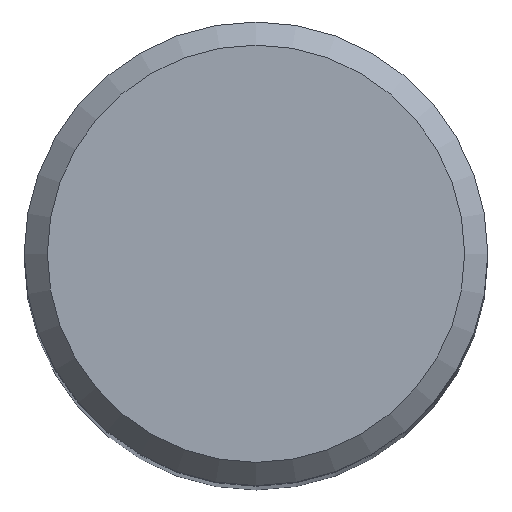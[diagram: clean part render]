
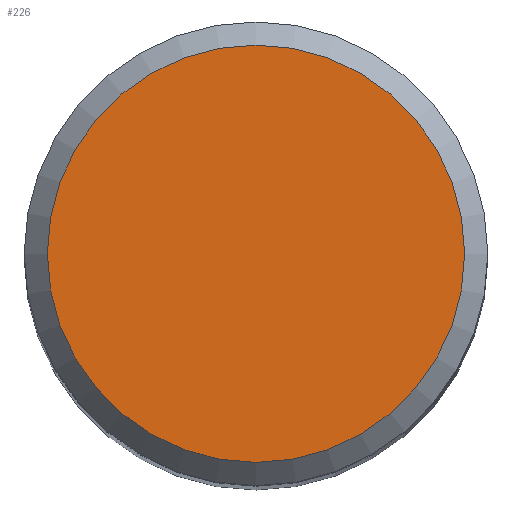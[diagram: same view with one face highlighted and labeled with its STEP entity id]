
A CAD part, top view. The second image highlights one B-rep face of the part: STEP entity #226.
In plain terms, the highlighted free-form (B-spline) face has degree [1, 1] with [2, 2] control points.
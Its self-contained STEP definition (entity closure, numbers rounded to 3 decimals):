
#192 = VERTEX_POINT('', #193);
#193 = CARTESIAN_POINT('', (-4.95, 0., 0.));
#199 = EDGE_CURVE('', #192, #192, #200, .T.);
#200 = CIRCLE('', #201, 4.95);
#201 = AXIS2_PLACEMENT_3D('', #202, #203, #204);
#202 = CARTESIAN_POINT('', (0., 0., 0.));
#203 = DIRECTION('', (0., 0., -1.));
#204 = DIRECTION('', (-1., 0., 0.));
#226 = ADVANCED_FACE('', (#227), #230, .T.);
#227 = FACE_OUTER_BOUND('', #228, .T.);
#228 = EDGE_LOOP('', (#229));
#229 = ORIENTED_EDGE('', *, *, #199, .F.);
#230 = B_SPLINE_SURFACE_WITH_KNOTS('', 1, 1, ((#231, #232), (#233, #234)), .UNSPECIFIED., .F., .F., .U., (2, 2), (2, 2), (0.045, 0.955), (0.045, 0.955), .UNSPECIFIED.);
#231 = CARTESIAN_POINT('', (4.95, -4.95, 0.));
#232 = CARTESIAN_POINT('', (-4.95, -4.95, 0.));
#233 = CARTESIAN_POINT('', (4.95, 4.95, 0.));
#234 = CARTESIAN_POINT('', (-4.95, 4.95, 0.));
